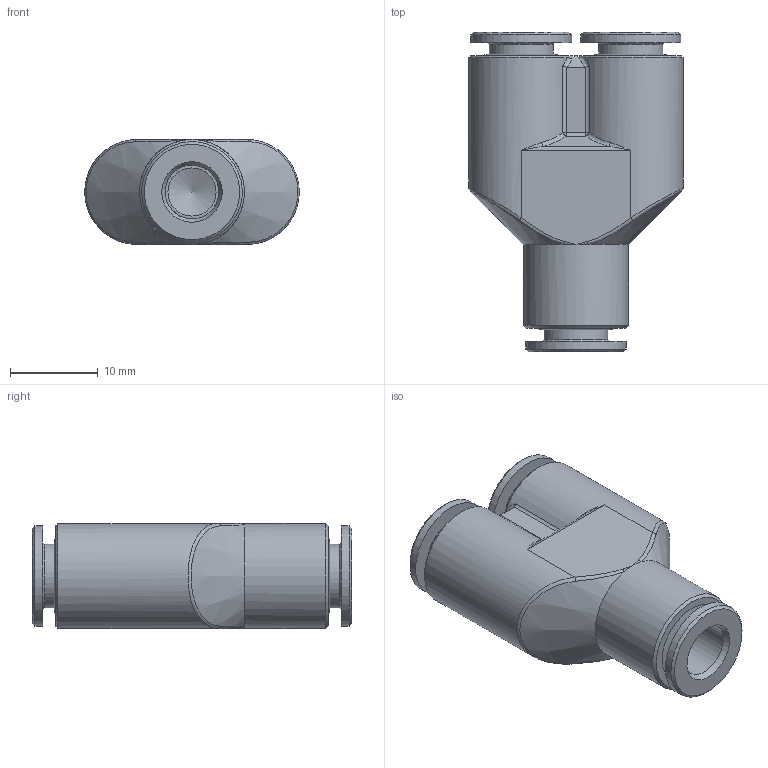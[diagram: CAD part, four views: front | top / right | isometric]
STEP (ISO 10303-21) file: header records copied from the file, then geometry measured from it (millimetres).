
FILE_DESCRIPTION( ( 'STEP AP214' ), '1' );
FILE_NAME( 'psolqas_11836_2.stp', '2020-12-01T17:07:54', ( 'License CC BY-ND 4.0' ), ( 'CADENAS' ), ' ', 'PARTsolutions', ' ' );
FILE_SCHEMA( ( 'AUTOMOTIVE_DESIGN { 1 0 10303 214 1 1 1 1 }' ) );
Length unit declared in the file: metre
Products named in the file (1): NONE
Bounding box: 24.49 x 36.5 x 12 mm (x, y, z)
Volume: 4752.6 mm3; surface area: 3820.8 mm2
Topology: 1 solids, 1 shells, 111 faces, 274 edges, 157 vertices
Faces by surface type: cylinder 34, bspline 28, cone 23, plane 22, sphere 4
Full cylindrical faces by diameter (mm): 5.5 x1, 6.15 x3, 7.3 x3, 11.5 x3, 12 x1
Entity records: 5034 total; most frequent: CARTESIAN_POINT 2012, ORIENTED_EDGE 438, DIRECTION 387, EDGE_CURVE 219, AXIS2_PLACEMENT_3D 177, EDGE_LOOP 149, VERTEX_POINT 147, FACE_OUTER_BOUND 122
